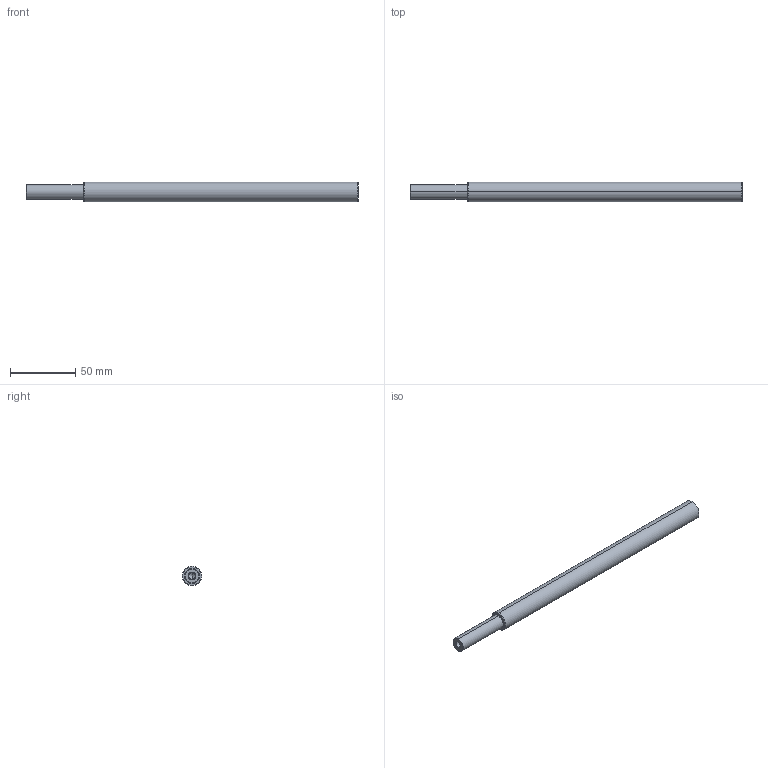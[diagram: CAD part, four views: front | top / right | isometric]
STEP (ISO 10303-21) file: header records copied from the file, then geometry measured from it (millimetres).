
FILE_DESCRIPTION (( 'STEP AP214' ), '1' );
FILE_NAME ('SFUE15-210-F44-P11-M6-NSC8.STEP', '2024-10-09T10:46:06', ( '' ), ( '' ), 'SwSTEP 2.0', 'SolidWorks 2024', '' );
FILE_SCHEMA (( 'AUTOMOTIVE_DESIGN' ));
Length unit declared in the file: millimetre
Products named in the file (1): SFUE15-210-F44-P11-M6-NSC8
Bounding box: 254 x 15 x 15 mm (x, y, z)
Volume: 40077.6 mm3; surface area: 12476.4 mm2
Topology: 1 solids, 1 shells, 27 faces, 56 edges, 30 vertices
Faces by surface type: cone 14, cylinder 8, plane 3, torus 2
Entity records: 707 total; most frequent: DIRECTION 138, CARTESIAN_POINT 110, ORIENTED_EDGE 104, AXIS2_PLACEMENT_3D 58, EDGE_CURVE 52, EDGE_LOOP 30, CIRCLE 30, VERTEX_POINT 30
